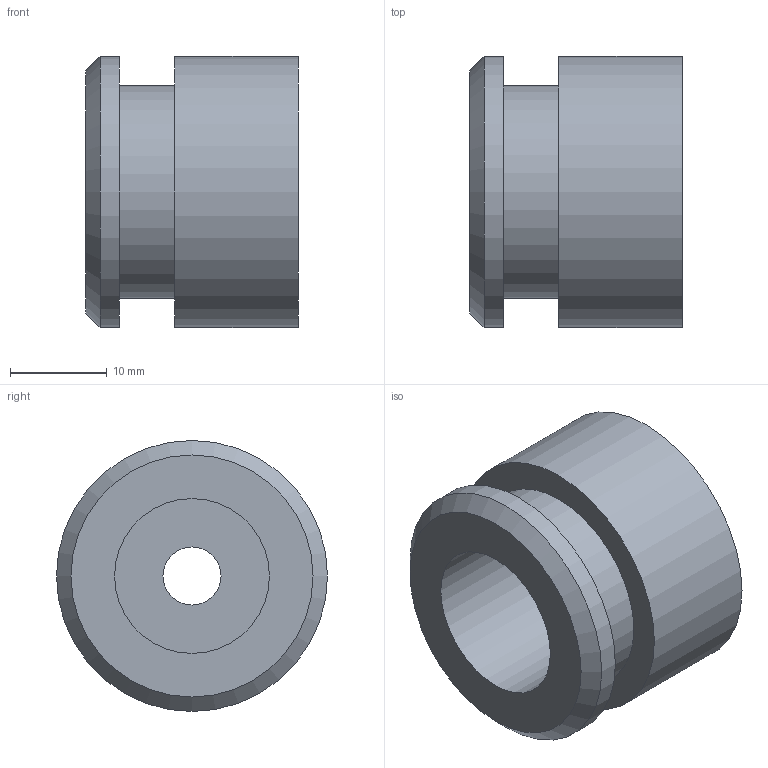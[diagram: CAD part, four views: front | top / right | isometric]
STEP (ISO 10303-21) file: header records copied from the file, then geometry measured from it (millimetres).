
FILE_DESCRIPTION(/* description */ (''),/* implementation_level */ '2;1');
FILE_NAME(/* name */ 'galet de meuble v1.step',/* time_stamp */ '2022-01-03T16:20:22+01:00',/* author */ (''),/* organization */ (''),/* preprocessor_version */ 'ST-DEVELOPER v18.1',/* originating_system */ 'Autodesk Translation Framework v10.10.0.1391',/* authorisation */ '');
FILE_SCHEMA (('AUTOMOTIVE_DESIGN { 1 0 10303 214 3 1 1 }'));
Length unit declared in the file: millimetre
Products named in the file (1): galet de meuble
Bounding box: 22 x 28 x 28 mm (x, y, z)
Volume: 8203.1 mm3; surface area: 4405.3 mm2
Topology: 1 solids, 1 shells, 13 faces, 21 edges, 14 vertices
Faces by surface type: cylinder 6, plane 6, cone 1
Full cylindrical faces by diameter (mm): 6 x1, 16 x2, 22 x1, 28 x2
Entity records: 346 total; most frequent: DIRECTION 63, CARTESIAN_POINT 49, ORIENTED_EDGE 42, AXIS2_PLACEMENT_3D 28, EDGE_CURVE 21, EDGE_LOOP 19, CIRCLE 14, VERTEX_POINT 14
